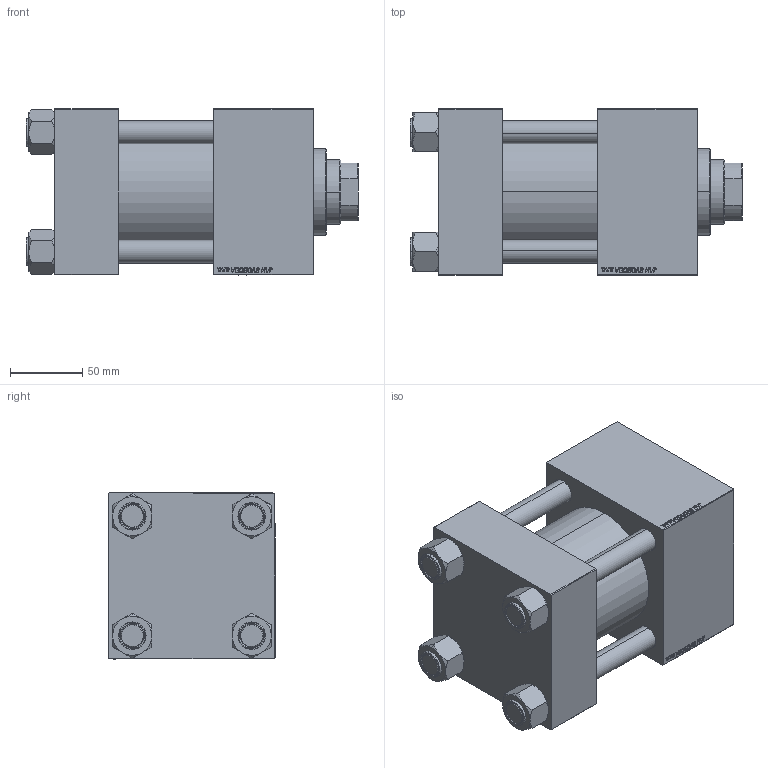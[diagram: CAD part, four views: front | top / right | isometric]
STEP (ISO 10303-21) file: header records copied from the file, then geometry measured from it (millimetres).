
FILE_DESCRIPTION (( 'STEP AP203' ), '1' );
FILE_NAME ('5114.STEP', '2022-04-15T12:38:47', ( '' ), ( '' ), 'SwSTEP 2.0', 'SolidWorks 2019', '' );
FILE_SCHEMA (( 'CONFIG_CONTROL_DESIGN' ));
Length unit declared in the file: millimetre
Products named in the file (6): 5114; V215CR_C_Body 97dc11ac37d704a723c44408b83f37aa; V215_VC_A 97dc11ac37d704a723c44408b83f37aa; V215CR_VCP_C 97dc11ac37d704a723c44408b83f37aa; V215CR_C_TYCINKA 97dc11ac37d704a723c44408b83f37aa; NUT_M5_C 97dc11ac37d704a723c44408b83f37aa
Assembly tree (11 placements, depth 2):
  5114
    V215CR_C_Body 97dc11ac37d704a723c44408b83f37aa
    V215CR_VCP_C 97dc11ac37d704a723c44408b83f37aa
    NUT_M5_C 97dc11ac37d704a723c44408b83f37aa  x4
    V215CR_C_TYCINKA 97dc11ac37d704a723c44408b83f37aa  x4
    V215_VC_A 97dc11ac37d704a723c44408b83f37aa
Bounding box: 230 x 115 x 115 mm (x, y, z)
Volume: 1819272.6 mm3; surface area: 273963.1 mm2
Topology: 11 solids, 11 shells, 1203 faces, 3036 edges, 1975 vertices
Faces by surface type: plane 576, bspline 392, cone 136, cylinder 91, torus 8
Entity records: 50824 total; most frequent: CARTESIAN_POINT 27239, ORIENTED_EDGE 5336, DIRECTION 3410, EDGE_CURVE 2668, VERTEX_POINT 1753, LINE 1618, VECTOR 1618, EDGE_LOOP 1179
